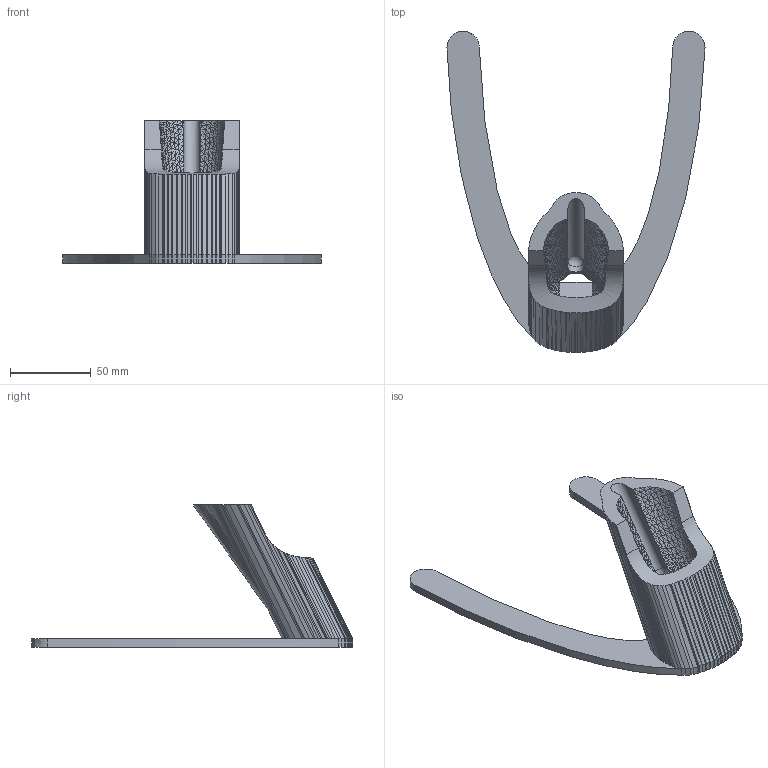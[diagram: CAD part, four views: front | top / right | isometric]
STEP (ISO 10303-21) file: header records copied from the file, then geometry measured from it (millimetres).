
FILE_DESCRIPTION(/* description */ ('','CAx-IF Rec.Pracs.---Representation and Presentation of Product Manufacturing Information (PMI)---3.8---2014-02-18'),/* implementation_level */ '2;1');
FILE_NAME(/* name */ 'ViveControllerBase.stp',/* time_stamp */ '2016-03-25T21:57:07+01:00',/* author */ ('Joerg'),/* organization */ (''),/* preprocessor_version */ 'ST-DEVELOPER v16.1',/* originating_system */ 'Autodesk Inventor 2016',/* authorisation */ '');
FILE_SCHEMA (('AP242_MANAGED_MODEL_BASED_3D_ENGINEERING_MIM_LF { 1 0 10303 442 1 1 4 }'));
Length unit declared in the file: millimetre
Products named in the file (1): ViveControllerBase
Bounding box: 159.74 x 198.84 x 87.96 mm (x, y, z)
Volume: 163861.8 mm3; surface area: 43424 mm2
Topology: 1 solids, 1 shells, 1468 faces, 2624 edges, 1156 vertices
Faces by surface type: plane 1446, bspline 13, cylinder 8, sphere 1
Entity records: 34148 total; most frequent: CARTESIAN_POINT 5918, DIRECTION 5434, ORIENTED_EDGE 5248, EDGE_CURVE 2624, LINE 2442, VECTOR 2442, AXIS2_PLACEMENT_3D 1496, FACE_OUTER_BOUND 1468
